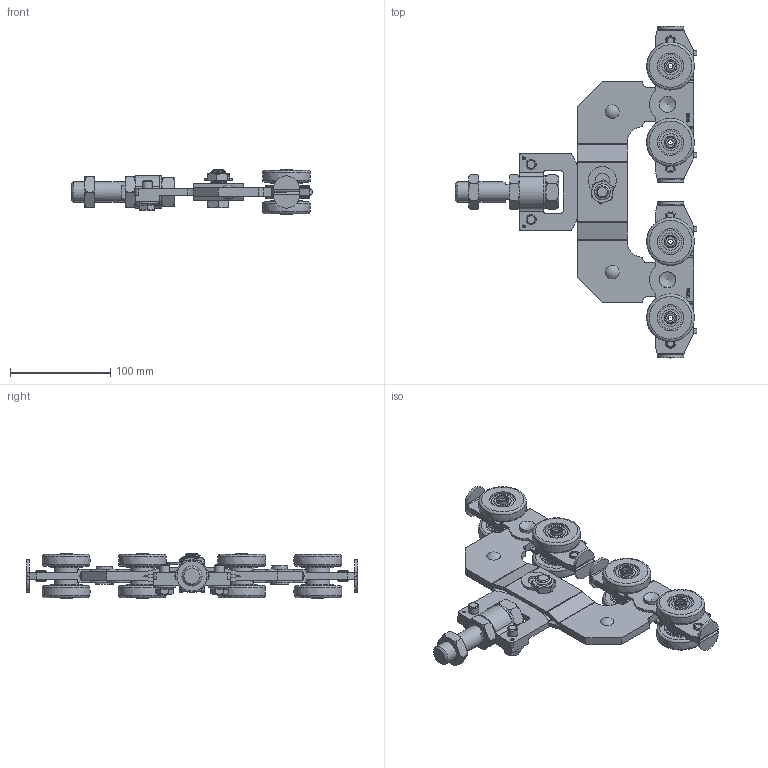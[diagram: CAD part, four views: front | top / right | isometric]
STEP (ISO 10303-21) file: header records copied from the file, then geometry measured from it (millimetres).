
FILE_DESCRIPTION(/* description */ (''),/* implementation_level */ '2;1');
FILE_NAME(/* name */ '9258S.stp',/* time_stamp */ '2021-02-10T11:53:09+01:00',/* author */ ('Giuliano'),/* organization */ (''),/* preprocessor_version */ 'ST-DEVELOPER v18.1',/* originating_system */ 'Autodesk Inventor 2021',/* authorisation */ '');
FILE_SCHEMA (('AUTOMOTIVE_DESIGN { 1 0 10303 214 3 1 1 }'));
Products named in the file (1): Pièce1
Bounding box: 240.55 x 331 x 45 mm (x, y, z)
Volume: 473355.5 mm3; surface area: 196416.2 mm2
Topology: 66 solids, 94 shells, 1716 faces, 4460 edges, 2954 vertices
Faces by surface type: plane 691, cylinder 451, torus 244, bspline 228, sphere 68, cone 34
Full cylindrical faces by diameter (mm): 2 x16, 5.2 x4, 6 x2, 6.2 x4, 9.5 x8, 10 x4, 10.1 x2, 10.4 x8, 11.8 x8, 12 x8, 12.2 x8, 15.8 x2, 16 x1, 16.2 x5, 17.216 x32, 18 x10, 20 x3, 22.784 x32, 24 x8, 26 x8, 28 x24, 29.5 x8, 32 x9
Entity records: 60196 total; most frequent: CARTESIAN_POINT 15937, ORIENTED_EDGE 8916, DIRECTION 8479, EDGE_CURVE 4458, AXIS2_PLACEMENT_3D 3363, VERTEX_POINT 3210, EDGE_LOOP 2110, CIRCLE 1794
